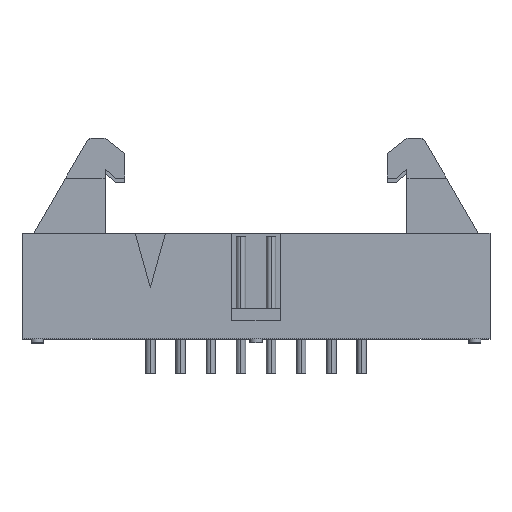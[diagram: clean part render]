
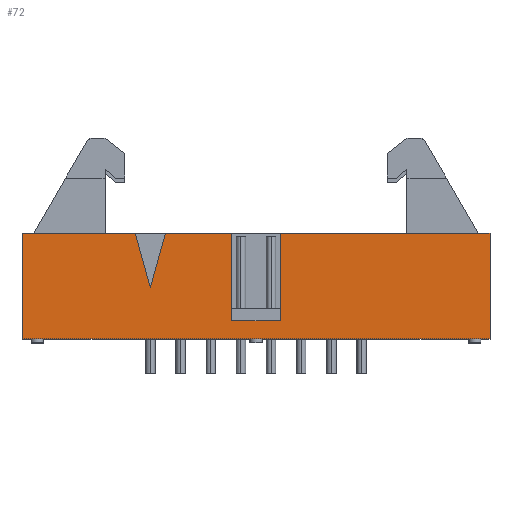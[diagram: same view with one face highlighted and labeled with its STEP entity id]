
A CAD part, top view. The second image highlights one B-rep face of the part: STEP entity #72.
In plain terms, the highlighted planar face has unit normal (0, 0, 1).
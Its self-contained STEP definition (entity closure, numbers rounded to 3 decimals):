
#72=ADVANCED_FACE('',(#373),#374,.T.);
#373=FACE_OUTER_BOUND('',#888,.T.);
#374=PLANE('',#889);
#888=EDGE_LOOP('',(#1627,#1628,#1629,#1630,#1631,#1632,#1633,#1634,#1635,#1636,#1637));
#889=AXIS2_PLACEMENT_3D('',#1638,#1639,#1640);
#1627=ORIENTED_EDGE('',*,*,#3291,.F.);
#1628=ORIENTED_EDGE('',*,*,#3374,.F.);
#1629=ORIENTED_EDGE('',*,*,#3204,.T.);
#1630=ORIENTED_EDGE('',*,*,#3375,.T.);
#1631=ORIENTED_EDGE('',*,*,#3278,.F.);
#1632=ORIENTED_EDGE('',*,*,#3373,.T.);
#1633=ORIENTED_EDGE('',*,*,#3376,.F.);
#1634=ORIENTED_EDGE('',*,*,#3377,.F.);
#1635=ORIENTED_EDGE('',*,*,#3285,.F.);
#1636=ORIENTED_EDGE('',*,*,#3378,.F.);
#1637=ORIENTED_EDGE('',*,*,#3379,.F.);
#1638=CARTESIAN_POINT('',(-19.685,0.33,4.445));
#1639=DIRECTION('',(0.0,0.0,1.0));
#1640=DIRECTION('',(1.0,0.0,0.0));
#3204=EDGE_CURVE('',#3816,#3814,#3817,.T.);
#3278=EDGE_CURVE('',#3958,#3959,#3960,.T.);
#3285=EDGE_CURVE('',#3970,#3973,#3974,.T.);
#3291=EDGE_CURVE('',#3983,#3985,#3986,.T.);
#3373=EDGE_CURVE('',#3958,#4134,#4136,.T.);
#3374=EDGE_CURVE('',#3816,#3983,#4137,.T.);
#3375=EDGE_CURVE('',#3814,#3959,#4138,.T.);
#3376=EDGE_CURVE('',#4139,#4134,#4140,.T.);
#3377=EDGE_CURVE('',#3973,#4139,#4141,.T.);
#3378=EDGE_CURVE('',#4142,#3970,#4143,.T.);
#3379=EDGE_CURVE('',#3985,#4142,#4144,.T.);
#3814=VERTEX_POINT('',#4791);
#3816=VERTEX_POINT('',#4794);
#3817=LINE('',#4795,#4796);
#3958=VERTEX_POINT('',#4975);
#3959=VERTEX_POINT('',#4976);
#3960=LINE('',#4977,#4978);
#3970=VERTEX_POINT('',#4993);
#3973=VERTEX_POINT('',#4997);
#3974=LINE('',#4998,#4999);
#3983=VERTEX_POINT('',#5012);
#3985=VERTEX_POINT('',#5015);
#3986=LINE('',#5016,#5017);
#4134=VERTEX_POINT('',#5207);
#4136=LINE('',#5210,#5211);
#4137=LINE('',#5212,#5213);
#4138=LINE('',#5214,#5215);
#4139=VERTEX_POINT('',#5216);
#4140=LINE('',#5217,#5218);
#4141=LINE('',#5219,#5220);
#4142=VERTEX_POINT('',#5221);
#4143=LINE('',#5222,#5223);
#4144=LINE('',#5224,#5225);
#4791=CARTESIAN_POINT('',(19.685,0.33,4.445));
#4794=CARTESIAN_POINT('',(-19.685,0.33,4.445));
#4795=CARTESIAN_POINT('',(-19.685,0.33,4.445));
#4796=VECTOR('',#6112,39.37);
#4975=CARTESIAN_POINT('',(2.032,9.22,4.445));
#4976=CARTESIAN_POINT('',(19.685,9.22,4.445));
#4977=CARTESIAN_POINT('',(2.032,9.22,4.445));
#4978=VECTOR('',#6277,17.653);
#4993=CARTESIAN_POINT('',(-7.62,9.22,4.445));
#4997=CARTESIAN_POINT('',(-2.032,9.22,4.445));
#4998=CARTESIAN_POINT('',(-7.62,9.22,4.445));
#4999=VECTOR('',#6284,5.588);
#5012=CARTESIAN_POINT('',(-19.685,9.22,4.445));
#5015=CARTESIAN_POINT('',(-10.16,9.22,4.445));
#5016=CARTESIAN_POINT('',(-19.685,9.22,4.445));
#5017=VECTOR('',#6290,9.525);
#5207=CARTESIAN_POINT('',(2.032,1.854,4.445));
#5210=CARTESIAN_POINT('',(2.032,9.22,4.445));
#5211=VECTOR('',#6448,7.366);
#5212=CARTESIAN_POINT('',(-19.685,0.33,4.445));
#5213=VECTOR('',#6449,8.89);
#5214=CARTESIAN_POINT('',(19.685,0.33,4.445));
#5215=VECTOR('',#6450,8.89);
#5216=CARTESIAN_POINT('',(-2.032,1.854,4.445));
#5217=CARTESIAN_POINT('',(-2.032,1.854,4.445));
#5218=VECTOR('',#6451,4.064);
#5219=CARTESIAN_POINT('',(-2.032,9.22,4.445));
#5220=VECTOR('',#6452,7.366);
#5221=CARTESIAN_POINT('',(-8.89,4.648,4.445));
#5222=CARTESIAN_POINT('',(-8.89,4.648,4.445));
#5223=VECTOR('',#6453,4.745);
#5224=CARTESIAN_POINT('',(-10.16,9.22,4.445));
#5225=VECTOR('',#6454,4.745);
#6112=DIRECTION('',(1.0,0.0,0.0));
#6277=DIRECTION('',(1.0,0.0,0.0));
#6284=DIRECTION('',(1.0,0.0,0.0));
#6290=DIRECTION('',(1.0,0.0,0.0));
#6448=DIRECTION('',(0.0,-1.0,0.0));
#6449=DIRECTION('',(0.0,1.0,0.0));
#6450=DIRECTION('',(0.0,1.0,0.0));
#6451=DIRECTION('',(1.0,0.0,0.0));
#6452=DIRECTION('',(0.0,-1.0,0.0));
#6453=DIRECTION('',(0.268,0.964,0.0));
#6454=DIRECTION('',(0.268,-0.964,0.0));
